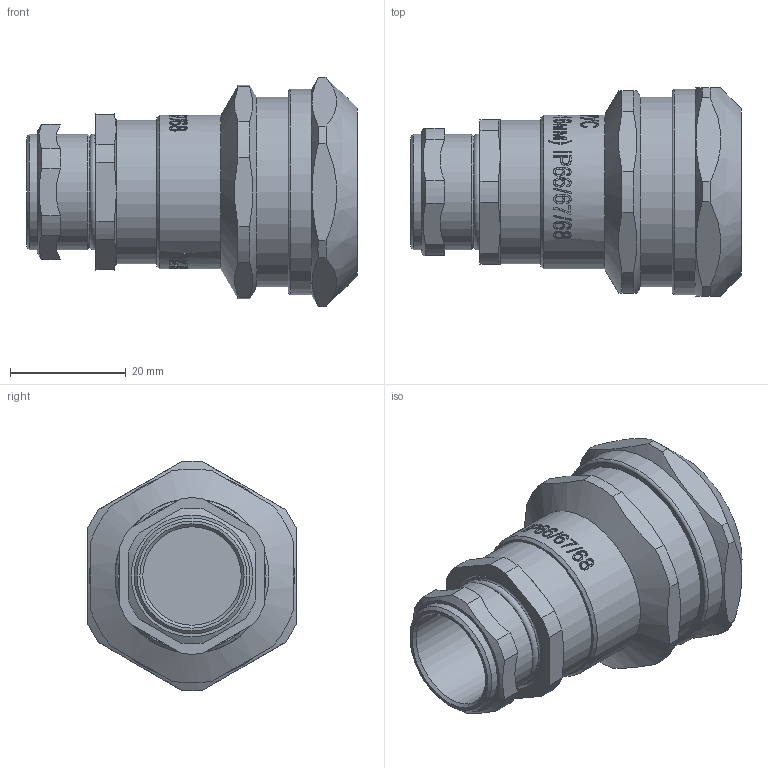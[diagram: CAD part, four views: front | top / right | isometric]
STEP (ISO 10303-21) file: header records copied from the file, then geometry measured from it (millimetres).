
FILE_DESCRIPTION(/* description */ (''),/* implementation_level */ '2;1');
FILE_NAME(/* name */ 'Модель ВК-М20-16-МР20.stp',/* time_stamp */ '2020-07-15T16:08:36+07:00',/* author */ ('Борисов Е'),/* organization */ (''),/* preprocessor_version */ 'ST-DEVELOPER v17',/* originating_system */ 'Autodesk Inventor 2019',/* authorisation */ '');
FILE_SCHEMA (('AUTOMOTIVE_DESIGN { 1 0 10303 214 3 1 1 }'));
Length unit declared in the file: millimetre
Products named in the file (1): Модель ВК-М2
0-16-МР20
Bounding box: 57.18 x 36 x 39.57 mm (x, y, z)
Volume: 27943.9 mm3; surface area: 10632.4 mm2
Topology: 1 solids, 1 shells, 575 faces, 1531 edges, 1025 vertices
Faces by surface type: bspline 284, plane 184, cylinder 85, cone 18, torus 4
Full cylindrical faces by diameter (mm): 17 x1, 19.1 x1, 19.9 x1, 20 x2, 24.8 x1, 26 x1, 26.5 x1, 26.6 x1, 27.2 x1, 32.8 x1, 35.5 x1
Entity records: 25152 total; most frequent: CARTESIAN_POINT 12023, ORIENTED_EDGE 3066, DIRECTION 1762, EDGE_CURVE 1533, VERTEX_POINT 1027, EDGE_LOOP 642, LINE 612, VECTOR 612
